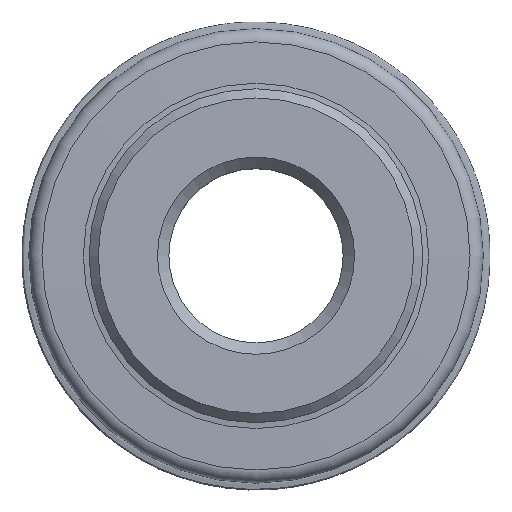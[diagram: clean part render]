
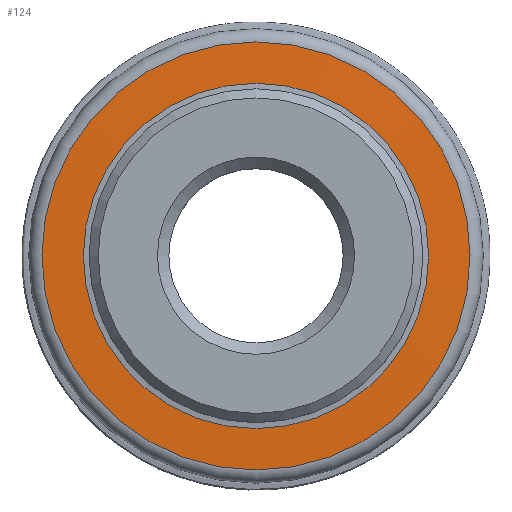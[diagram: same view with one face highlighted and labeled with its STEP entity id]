
A CAD part, top view. The second image highlights one B-rep face of the part: STEP entity #124.
In plain terms, the highlighted conical face has half-angle 88 degrees and reference radius 31 mm.
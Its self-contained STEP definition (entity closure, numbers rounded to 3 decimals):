
#114=CONICAL_SURFACE('',#518,31.,88.);
#124=ADVANCED_FACE('',(#154,#155),#114,.T.);
#154=FACE_BOUND('',#201,.T.);
#155=FACE_BOUND('',#202,.T.);
#201=EDGE_LOOP('',(#247));
#202=EDGE_LOOP('',(#248));
#247=ORIENTED_EDGE('',*,*,#317,.T.);
#248=ORIENTED_EDGE('',*,*,#318,.T.);
#293=VERTEX_POINT('',#730);
#294=VERTEX_POINT('',#732);
#317=EDGE_CURVE('',#293,#293,#340,.T.);
#318=EDGE_CURVE('',#294,#294,#341,.T.);
#340=CIRCLE('',#516,46.805);
#341=CIRCLE('',#517,37.756);
#516=AXIS2_PLACEMENT_3D('',#729,#603,#604);
#517=AXIS2_PLACEMENT_3D('',#731,#605,#606);
#518=AXIS2_PLACEMENT_3D('',#733,#607,#608);
#603=DIRECTION('',(0.,0.,1.));
#604=DIRECTION('',(1.,0.,0.));
#605=DIRECTION('',(0.,0.,-1.));
#606=DIRECTION('',(-1.,0.,0.));
#607=DIRECTION('',(0.,0.,-1.));
#608=DIRECTION('',(-1.,0.,0.));
#729=CARTESIAN_POINT('',(0.,0.,-30.199));
#730=CARTESIAN_POINT('',(46.805,0.,-30.199));
#731=CARTESIAN_POINT('',(0.,0.,-29.883));
#732=CARTESIAN_POINT('',(-37.756,0.,-29.883));
#733=CARTESIAN_POINT('',(0.,0.,-29.647));
